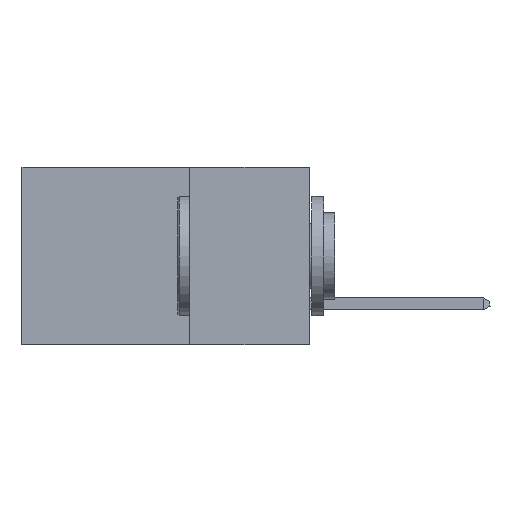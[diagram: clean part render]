
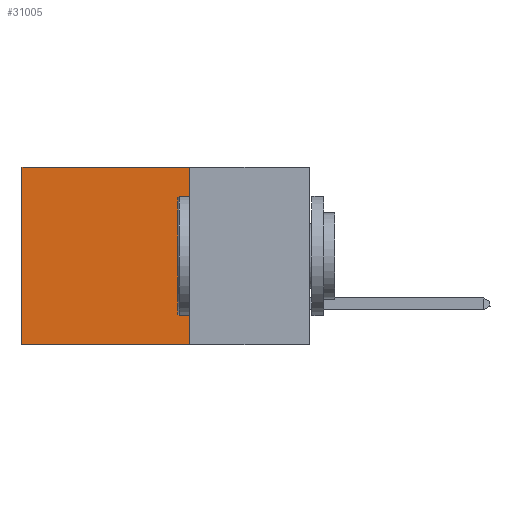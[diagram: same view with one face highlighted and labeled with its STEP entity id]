
A CAD part, left-side view. The second image highlights one B-rep face of the part: STEP entity #31005.
In plain terms, the highlighted planar face has unit normal (-1, 0, 0).
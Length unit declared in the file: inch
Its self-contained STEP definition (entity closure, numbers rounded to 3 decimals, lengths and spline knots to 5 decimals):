
#66 = CARTESIAN_POINT ( 'NONE',  ( 0.2875, 0.25, 0. ) ) ;
#380 = CARTESIAN_POINT ( 'NONE',  ( 0.2875, 0.25, -0.37 ) ) ;
#2040 = ORIENTED_EDGE ( 'NONE', *, *, #37914, .T. ) ;
#2935 = CARTESIAN_POINT ( 'NONE',  ( 0.2875, 0.25, 0. ) ) ;
#4918 = CARTESIAN_POINT ( 'NONE',  ( 0.2875, 0.25, -0.37 ) ) ;
#6140 = CARTESIAN_POINT ( 'NONE',  ( 0.2875, 0.25, 0. ) ) ;
#6656 = ORIENTED_EDGE ( 'NONE', *, *, #11523, .F. ) ;
#7292 = VECTOR ( 'NONE', #38276, 39.37008 ) ;
#7830 = VECTOR ( 'NONE', #37179, 39.37008 ) ;
#10989 = EDGE_CURVE ( 'NONE', #25430, #21069, #37401, .T. ) ;
#11376 = LINE ( 'NONE', #18325, #25644 ) ;
#11523 = EDGE_CURVE ( 'NONE', #21069, #24901, #20024, .T. ) ;
#12136 = ORIENTED_EDGE ( 'NONE', *, *, #10989, .F. ) ;
#12925 = PLANE ( 'NONE',  #23380 ) ;
#13351 = EDGE_LOOP ( 'NONE', ( #13441, #6656, #12136, #2040 ) ) ;
#13441 = ORIENTED_EDGE ( 'NONE', *, *, #19114, .T. ) ;
#13661 = CARTESIAN_POINT ( 'NONE',  ( 0.2875, 0.6, 0. ) ) ;
#16209 = DIRECTION ( 'NONE',  ( 1., 0., 0. ) ) ;
#18325 = CARTESIAN_POINT ( 'NONE',  ( 0.2875, 0.6, 0. ) ) ;
#19114 = EDGE_CURVE ( 'NONE', #41420, #24901, #11376, .T. ) ;
#19332 = DIRECTION ( 'NONE',  ( 0., 0., -1. ) ) ;
#20024 = LINE ( 'NONE', #380, #7830 ) ;
#21069 = VERTEX_POINT ( 'NONE', #4918 ) ;
#23380 = AXIS2_PLACEMENT_3D ( 'NONE', #66, #16209, #19332 ) ;
#24901 = VERTEX_POINT ( 'NONE', #27714 ) ;
#25430 = VERTEX_POINT ( 'NONE', #2935 ) ;
#25644 = VECTOR ( 'NONE', #37793, 39.37008 ) ;
#26357 = VECTOR ( 'NONE', #35342, 39.37008 ) ;
#27714 = CARTESIAN_POINT ( 'NONE',  ( 0.2875, 0.6, -0.37 ) ) ;
#31005 = ADVANCED_FACE ( 'NONE', ( #37499 ), #12925, .F. ) ;
#35003 = CARTESIAN_POINT ( 'NONE',  ( 0.2875, 0.25, 0. ) ) ;
#35342 = DIRECTION ( 'NONE',  ( 0., 1., 0. ) ) ;
#37179 = DIRECTION ( 'NONE',  ( 0., 1., 0. ) ) ;
#37401 = LINE ( 'NONE', #35003, #7292 ) ;
#37499 = FACE_OUTER_BOUND ( 'NONE', #13351, .T. ) ;
#37793 = DIRECTION ( 'NONE',  ( 0., 0., -1. ) ) ;
#37914 = EDGE_CURVE ( 'NONE', #25430, #41420, #41602, .T. ) ;
#38276 = DIRECTION ( 'NONE',  ( 0., 0., -1. ) ) ;
#41420 = VERTEX_POINT ( 'NONE', #13661 ) ;
#41602 = LINE ( 'NONE', #6140, #26357 ) ;
